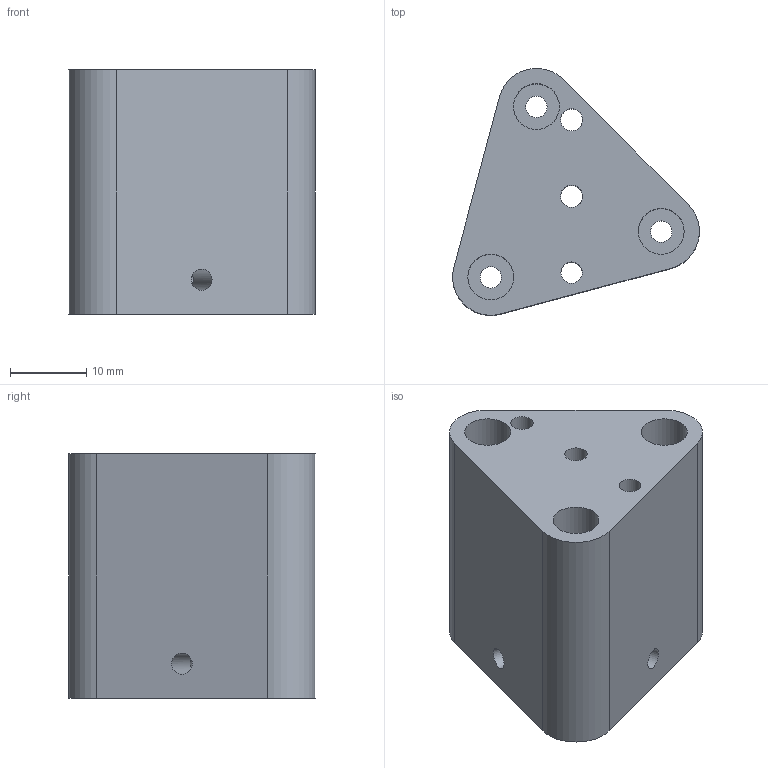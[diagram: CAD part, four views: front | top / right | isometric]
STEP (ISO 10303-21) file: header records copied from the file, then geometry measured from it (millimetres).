
FILE_DESCRIPTION(/* description */ (''),/* implementation_level */ '2;1');
FILE_NAME(/* name */ '30_XY_Sample_lightsheetarm_sample_screw_adapter_v3.ipt.step',/* time_stamp */ '2022-11-29T08:25:55+01:00',/* author */ ('diederichbenedict'),/* organization */ (''),/* preprocessor_version */ 'ST-DEVELOPER v18.1',/* originating_system */ 'Autodesk Inventor 2022',/* authorisation */ '');
FILE_SCHEMA (('AUTOMOTIVE_DESIGN { 1 0 10303 214 3 1 1 }'));
Length unit declared in the file: millimetre
Products named in the file (1): 30_XY_Sample_lightsheetarm_sample_screw_adapter_v3
Bounding box: 32.27 x 32.27 x 32 mm (x, y, z)
Volume: 17904.1 mm3; surface area: 7176.1 mm2
Topology: 1 solids, 1 shells, 42 faces, 114 edges, 73 vertices
Faces by surface type: cylinder 30, plane 12
Full cylindrical faces by diameter (mm): 2.8 x10, 2.9 x3, 6 x3
Entity records: 1583 total; most frequent: CARTESIAN_POINT 422, DIRECTION 243, ORIENTED_EDGE 228, EDGE_CURVE 114, AXIS2_PLACEMENT_3D 105, VERTEX_POINT 73, EDGE_LOOP 61, FACE_OUTER_BOUND 42
